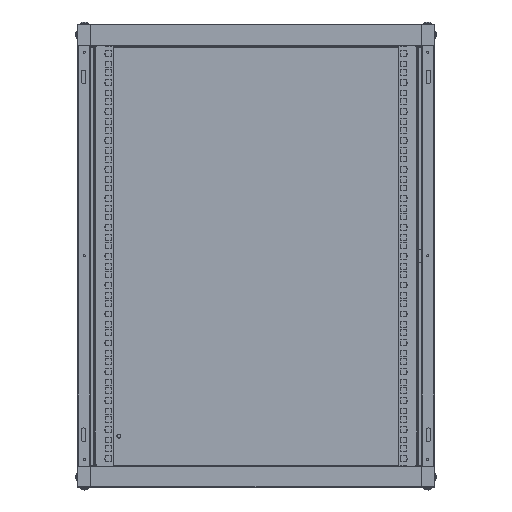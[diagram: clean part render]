
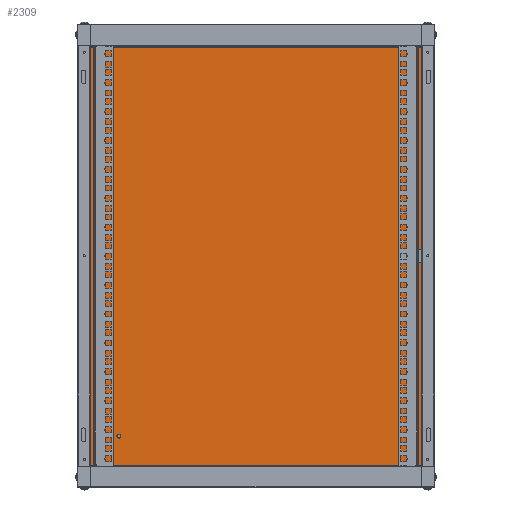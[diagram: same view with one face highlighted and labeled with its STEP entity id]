
A CAD part, top view. The second image highlights one B-rep face of the part: STEP entity #2309.
In plain terms, the highlighted face is planar.
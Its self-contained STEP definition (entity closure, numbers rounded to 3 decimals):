
#39 = VECTOR ( 'NONE', #11236, 1000. ) ;
#1136 = CARTESIAN_POINT ( 'NONE',  ( -211.5, 1., 276.5 ) ) ;
#1184 = AXIS2_PLACEMENT_3D ( 'NONE', #36843, #7181, #7389 ) ;
#1392 = CARTESIAN_POINT ( 'NONE',  ( -260.5, 1., -321.5 ) ) ;
#2038 = AXIS2_PLACEMENT_3D ( 'NONE', #30658, #20926, #35662 ) ;
#2309 = ADVANCED_FACE ( 'NONE', ( #30397, #29662, #52970 ), #21815, .F. ) ;
#3282 = DIRECTION ( 'NONE',  ( 1., 0., 0. ) ) ;
#3648 = VERTEX_POINT ( 'NONE', #31747 ) ;
#4022 = LINE ( 'NONE', #31104, #27224 ) ;
#4121 = DIRECTION ( 'NONE',  ( -1., 0., 0. ) ) ;
#4218 = VERTEX_POINT ( 'NONE', #32381 ) ;
#5263 = DIRECTION ( 'NONE',  ( 0., 1., 0. ) ) ;
#5812 = EDGE_CURVE ( 'NONE', #25436, #3648, #27332, .T. ) ;
#6986 = CIRCLE ( 'NONE', #2038, 3. ) ;
#7051 = LINE ( 'NONE', #52447, #42733 ) ;
#7181 = DIRECTION ( 'NONE',  ( 0., -1., 0. ) ) ;
#7389 = DIRECTION ( 'NONE',  ( 0., 0., -1. ) ) ;
#7467 = CARTESIAN_POINT ( 'NONE',  ( -271.5, 1., -321.5 ) ) ;
#7559 = VERTEX_POINT ( 'NONE', #7467 ) ;
#8455 = LINE ( 'NONE', #33301, #28554 ) ;
#8865 = VECTOR ( 'NONE', #12266, 1000. ) ;
#9195 = ORIENTED_EDGE ( 'NONE', *, *, #31830, .T. ) ;
#9237 = VERTEX_POINT ( 'NONE', #1392 ) ;
#9734 = VERTEX_POINT ( 'NONE', #52645 ) ;
#10196 = CARTESIAN_POINT ( 'NONE',  ( -270.5, 1., -296.5 ) ) ;
#10455 = DIRECTION ( 'NONE',  ( 0., 0., -1. ) ) ;
#11236 = DIRECTION ( 'NONE',  ( -1., 0., 0. ) ) ;
#11875 = CARTESIAN_POINT ( 'NONE',  ( 0., 1., 0. ) ) ;
#11910 = VERTEX_POINT ( 'NONE', #10196 ) ;
#12085 = CARTESIAN_POINT ( 'NONE',  ( -260.5, 1., 296.5 ) ) ;
#12198 = VECTOR ( 'NONE', #63672, 1000. ) ;
#12266 = DIRECTION ( 'NONE',  ( 0., 0., 1. ) ) ;
#12689 = VECTOR ( 'NONE', #60358, 1000. ) ;
#12750 = VERTEX_POINT ( 'NONE', #23400 ) ;
#15645 = LINE ( 'NONE', #34222, #56808 ) ;
#16149 = ORIENTED_EDGE ( 'NONE', *, *, #31481, .T. ) ;
#16512 = EDGE_CURVE ( 'NONE', #19738, #9237, #8455, .T. ) ;
#16865 = EDGE_CURVE ( 'NONE', #12750, #30869, #46435, .T. ) ;
#17685 = CARTESIAN_POINT ( 'NONE',  ( -270.5, 1., -321.5 ) ) ;
#17763 = ORIENTED_EDGE ( 'NONE', *, *, #32272, .T. ) ;
#18038 = VECTOR ( 'NONE', #41762, 1000. ) ;
#18359 = VERTEX_POINT ( 'NONE', #29204 ) ;
#18902 = LINE ( 'NONE', #47169, #8865 ) ;
#18968 = VECTOR ( 'NONE', #51136, 1000. ) ;
#19738 = VERTEX_POINT ( 'NONE', #28252 ) ;
#20218 = DIRECTION ( 'NONE',  ( 0., 0., -1. ) ) ;
#20926 = DIRECTION ( 'NONE',  ( 0., 1., 0. ) ) ;
#21193 = VERTEX_POINT ( 'NONE', #24880 ) ;
#21328 = EDGE_CURVE ( 'NONE', #30869, #12750, #6986, .T. ) ;
#21401 = VECTOR ( 'NONE', #20218, 1000. ) ;
#21815 = PLANE ( 'NONE',  #34020 ) ;
#22515 = CARTESIAN_POINT ( 'NONE',  ( -211.5, 1., 279.5 ) ) ;
#23400 = CARTESIAN_POINT ( 'NONE',  ( -211.5, 1., 273.5 ) ) ;
#24314 = LINE ( 'NONE', #25622, #12689 ) ;
#24880 = CARTESIAN_POINT ( 'NONE',  ( 271.5, 1., 321.5 ) ) ;
#25170 = EDGE_CURVE ( 'NONE', #4218, #18359, #38568, .T. ) ;
#25226 = LINE ( 'NONE', #50922, #18968 ) ;
#25436 = VERTEX_POINT ( 'NONE', #29315 ) ;
#25448 = CARTESIAN_POINT ( 'NONE',  ( -270.5, 1., -296.5 ) ) ;
#25557 = EDGE_CURVE ( 'NONE', #11910, #40741, #49338, .T. ) ;
#25622 = CARTESIAN_POINT ( 'NONE',  ( -260.5, 1., -296.5 ) ) ;
#26270 = EDGE_CURVE ( 'NONE', #52829, #25436, #25226, .T. ) ;
#26888 = EDGE_CURVE ( 'NONE', #52829, #52076, #18902, .T. ) ;
#26985 = CARTESIAN_POINT ( 'NONE',  ( 227.5, 1., 0. ) ) ;
#27224 = VECTOR ( 'NONE', #61137, 1000. ) ;
#27332 = LINE ( 'NONE', #12085, #18038 ) ;
#28252 = CARTESIAN_POINT ( 'NONE',  ( 271.5, 1., -321.5 ) ) ;
#28554 = VECTOR ( 'NONE', #4121, 1000. ) ;
#28595 = EDGE_CURVE ( 'NONE', #9734, #52076, #59158, .T. ) ;
#29204 = CARTESIAN_POINT ( 'NONE',  ( 227.5, 1., 9.5 ) ) ;
#29315 = CARTESIAN_POINT ( 'NONE',  ( -260.5, 1., 296.5 ) ) ;
#29370 = ORIENTED_EDGE ( 'NONE', *, *, #25557, .T. ) ;
#29474 = ORIENTED_EDGE ( 'NONE', *, *, #5812, .T. ) ;
#29662 = FACE_BOUND ( 'NONE', #32163, .T. ) ;
#30397 = FACE_BOUND ( 'NONE', #50147, .T. ) ;
#30658 = CARTESIAN_POINT ( 'NONE',  ( -211.5, 1., 276.5 ) ) ;
#30869 = VERTEX_POINT ( 'NONE', #22515 ) ;
#31104 = CARTESIAN_POINT ( 'NONE',  ( -271.5, 1., -321.5 ) ) ;
#31423 = ORIENTED_EDGE ( 'NONE', *, *, #25170, .T. ) ;
#31481 = EDGE_CURVE ( 'NONE', #21193, #19738, #15645, .T. ) ;
#31747 = CARTESIAN_POINT ( 'NONE',  ( -260.5, 1., 321.5 ) ) ;
#31830 = EDGE_CURVE ( 'NONE', #18359, #4218, #62188, .T. ) ;
#31942 = EDGE_CURVE ( 'NONE', #3648, #21193, #7051, .T. ) ;
#32163 = EDGE_LOOP ( 'NONE', ( #48674, #49900 ) ) ;
#32272 = EDGE_CURVE ( 'NONE', #40741, #7559, #52753, .T. ) ;
#32381 = CARTESIAN_POINT ( 'NONE',  ( 227.5, 1., -9.5 ) ) ;
#33301 = CARTESIAN_POINT ( 'NONE',  ( 271.5, 1., -321.5 ) ) ;
#33459 = ORIENTED_EDGE ( 'NONE', *, *, #47378, .F. ) ;
#33762 = CARTESIAN_POINT ( 'NONE',  ( -270.5, 1., 296.5 ) ) ;
#34020 = AXIS2_PLACEMENT_3D ( 'NONE', #11875, #46593, #37001 ) ;
#34222 = CARTESIAN_POINT ( 'NONE',  ( 271.5, 1., -321.5 ) ) ;
#35662 = DIRECTION ( 'NONE',  ( 0., 0., -1. ) ) ;
#36843 = CARTESIAN_POINT ( 'NONE',  ( 227.5, 1., 0. ) ) ;
#37001 = DIRECTION ( 'NONE',  ( 0., 0., -1. ) ) ;
#38105 = EDGE_LOOP ( 'NONE', ( #48249, #29474, #52031, #16149, #40132, #33459, #53495, #29370, #17763, #45932, #61720, #39876 ) ) ;
#38419 = AXIS2_PLACEMENT_3D ( 'NONE', #1136, #5263, #45790 ) ;
#38568 = CIRCLE ( 'NONE', #57850, 9.5 ) ;
#39876 = ORIENTED_EDGE ( 'NONE', *, *, #26888, .F. ) ;
#40132 = ORIENTED_EDGE ( 'NONE', *, *, #16512, .T. ) ;
#40174 = DIRECTION ( 'NONE',  ( 1., 0., 0. ) ) ;
#40443 = VERTEX_POINT ( 'NONE', #45283 ) ;
#40491 = EDGE_CURVE ( 'NONE', #7559, #9734, #4022, .T. ) ;
#40741 = VERTEX_POINT ( 'NONE', #17685 ) ;
#41321 = CARTESIAN_POINT ( 'NONE',  ( 271.5, 1., -321.5 ) ) ;
#41762 = DIRECTION ( 'NONE',  ( 0., 0., 1. ) ) ;
#42733 = VECTOR ( 'NONE', #3282, 1000. ) ;
#44551 = CARTESIAN_POINT ( 'NONE',  ( -260.5, 1., -296.5 ) ) ;
#45283 = CARTESIAN_POINT ( 'NONE',  ( -260.5, 1., -296.5 ) ) ;
#45790 = DIRECTION ( 'NONE',  ( 0., 0., -1. ) ) ;
#45932 = ORIENTED_EDGE ( 'NONE', *, *, #40491, .T. ) ;
#46435 = CIRCLE ( 'NONE', #38419, 3. ) ;
#46567 = DIRECTION ( 'NONE',  ( 0., 0., -1. ) ) ;
#46593 = DIRECTION ( 'NONE',  ( 0., -1., 0. ) ) ;
#47169 = CARTESIAN_POINT ( 'NONE',  ( -270.5, 1., 296.5 ) ) ;
#47179 = CARTESIAN_POINT ( 'NONE',  ( -270.5, 1., 321.5 ) ) ;
#47378 = EDGE_CURVE ( 'NONE', #40443, #9237, #24314, .T. ) ;
#48249 = ORIENTED_EDGE ( 'NONE', *, *, #26270, .T. ) ;
#48645 = LINE ( 'NONE', #44551, #12198 ) ;
#48674 = ORIENTED_EDGE ( 'NONE', *, *, #16865, .F. ) ;
#49338 = LINE ( 'NONE', #25448, #21401 ) ;
#49790 = VECTOR ( 'NONE', #40174, 1000. ) ;
#49900 = ORIENTED_EDGE ( 'NONE', *, *, #21328, .F. ) ;
#50147 = EDGE_LOOP ( 'NONE', ( #31423, #9195 ) ) ;
#50922 = CARTESIAN_POINT ( 'NONE',  ( -260.5, 1., 296.5 ) ) ;
#51136 = DIRECTION ( 'NONE',  ( 1., 0., 0. ) ) ;
#52031 = ORIENTED_EDGE ( 'NONE', *, *, #31942, .T. ) ;
#52076 = VERTEX_POINT ( 'NONE', #47179 ) ;
#52447 = CARTESIAN_POINT ( 'NONE',  ( 271.5, 1., 321.5 ) ) ;
#52645 = CARTESIAN_POINT ( 'NONE',  ( -271.5, 1., 321.5 ) ) ;
#52753 = LINE ( 'NONE', #41321, #39 ) ;
#52829 = VERTEX_POINT ( 'NONE', #33762 ) ;
#52970 = FACE_OUTER_BOUND ( 'NONE', #38105, .T. ) ;
#53495 = ORIENTED_EDGE ( 'NONE', *, *, #60890, .F. ) ;
#54952 = CARTESIAN_POINT ( 'NONE',  ( 271.5, 1., 321.5 ) ) ;
#56808 = VECTOR ( 'NONE', #10455, 1000. ) ;
#56951 = DIRECTION ( 'NONE',  ( 0., -1., 0. ) ) ;
#57850 = AXIS2_PLACEMENT_3D ( 'NONE', #26985, #56951, #46567 ) ;
#59158 = LINE ( 'NONE', #54952, #49790 ) ;
#60358 = DIRECTION ( 'NONE',  ( 0., 0., -1. ) ) ;
#60890 = EDGE_CURVE ( 'NONE', #11910, #40443, #48645, .T. ) ;
#61137 = DIRECTION ( 'NONE',  ( 0., 0., 1. ) ) ;
#61720 = ORIENTED_EDGE ( 'NONE', *, *, #28595, .T. ) ;
#62188 = CIRCLE ( 'NONE', #1184, 9.5 ) ;
#63672 = DIRECTION ( 'NONE',  ( 1., 0., 0. ) ) ;
